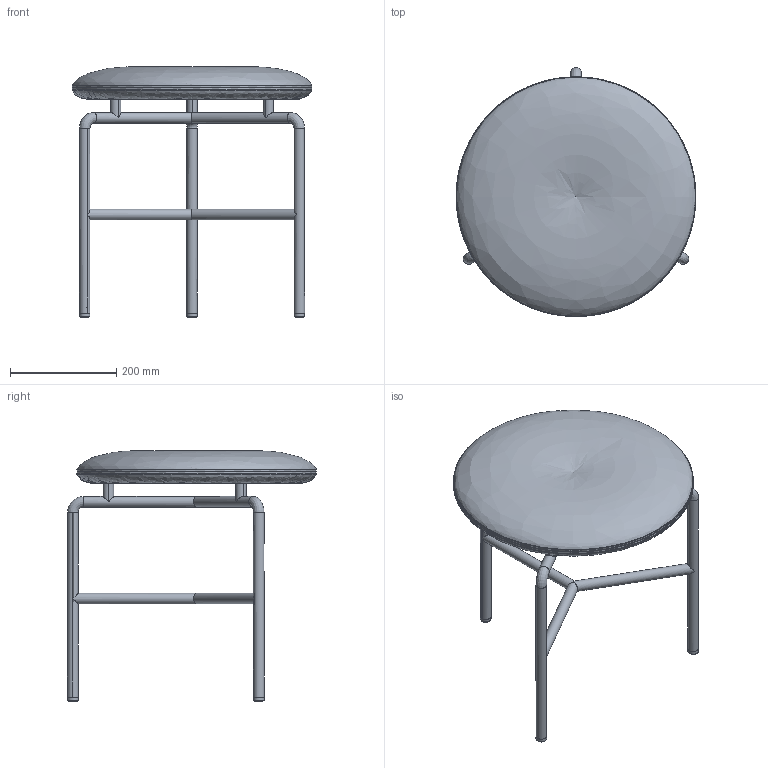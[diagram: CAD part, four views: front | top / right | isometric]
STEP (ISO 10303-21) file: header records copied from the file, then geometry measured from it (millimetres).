
FILE_DESCRIPTION(/* description */ (''),/* implementation_level */ '2;1');
FILE_NAME(/* name */ 'Circular_CB-260_3D',/* time_stamp */ '2023-10-06T12:15:12+02:00',/* author */ (''),/* organization */ (''),/* preprocessor_version */ 'ST-DEVELOPER v16.5',/* originating_system */ 'Rhino 7.31',/* authorisation */ '');
FILE_SCHEMA (('AUTOMOTIVE_DESIGN'));
Length unit declared in the file: centimetre
Products named in the file (2): Document; Circular_CB-260
Assembly tree (1 placements, depth 2):
  Document
    Circular_CB-260
Bounding box: 450.52 x 468.26 x 471.18 mm (x, y, z)
Volume: 9081224.3 mm3; surface area: 512758 mm2
Topology: 1 solids, 1 shells, 42 faces, 109 edges, 65 vertices
Faces by surface type: cylinder 24, bspline 12, plane 6
Full cylindrical faces by diameter (mm): 16 x3, 20 x12
Entity records: 7378 total; most frequent: CARTESIAN_POINT 6644, ORIENTED_EDGE 214, EDGE_CURVE 107, VERTEX_POINT 65, B_SPLINE_CURVE_WITH_KNOTS 62, EDGE_LOOP 48, ADVANCED_FACE 42, FACE_OUTER_BOUND 42
